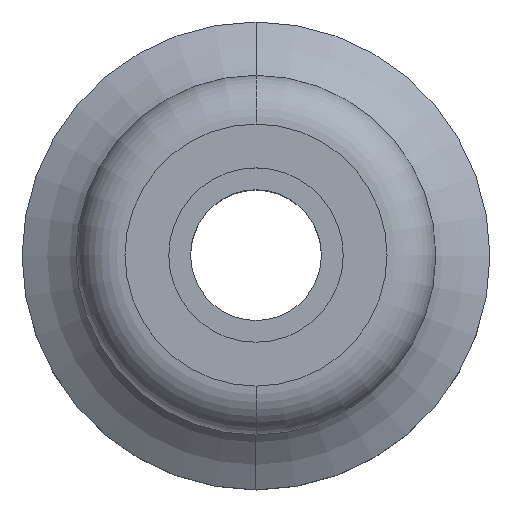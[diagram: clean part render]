
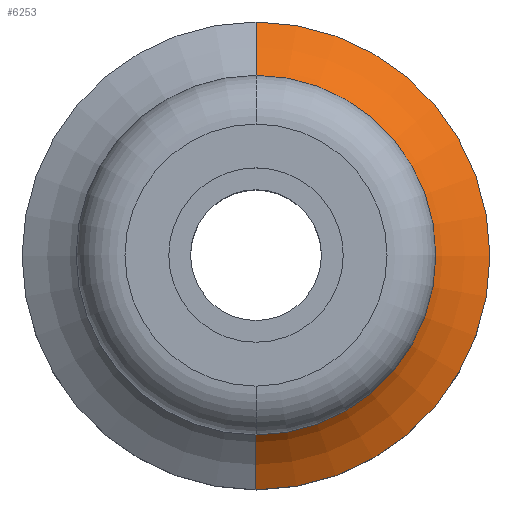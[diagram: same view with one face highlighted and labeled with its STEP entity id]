
A CAD part, top view. The second image highlights one B-rep face of the part: STEP entity #6253.
In plain terms, the highlighted toroidal (fillet/blend) face has major radius 44.45 mm and minor radius 25.4 mm.
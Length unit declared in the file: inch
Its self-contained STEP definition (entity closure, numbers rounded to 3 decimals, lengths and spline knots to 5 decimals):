
#1114=CARTESIAN_POINT('',(0.00004,1.75,1.91376));
#1115=DIRECTION('',(-1.,0.,0.));
#1116=DIRECTION('',(0.,-0.408,-0.913));
#1117=AXIS2_PLACEMENT_3D('',#1114,#1115,#1116);
#1119=CARTESIAN_POINT('',(-0.00004,-1.75,
1.91376));
#1120=DIRECTION('',(1.,0.,0.));
#1121=DIRECTION('',(0.,0.408,-0.913));
#1122=AXIS2_PLACEMENT_3D('',#1119,#1120,#1121);
#1124=CARTESIAN_POINT('',(0.,0.,1.001));
#1125=DIRECTION('',(0.,0.,1.));
#1126=DIRECTION('',(0.,-1.,0.));
#1127=AXIS2_PLACEMENT_3D('',#1124,#1125,#1126);
#1147=CARTESIAN_POINT('',(0.,0.,1.91376));
#1148=DIRECTION('',(0.,0.,1.));
#1149=DIRECTION('',(0.,-1.,0.));
#1150=AXIS2_PLACEMENT_3D('',#1147,#1148,#1149);
#4762=CARTESIAN_POINT('',(0.,-1.3415,1.001));
#4763=CARTESIAN_POINT('',(0.,1.3415,1.001));
#4764=VERTEX_POINT('',#4762);
#4765=VERTEX_POINT('',#4763);
#4766=CARTESIAN_POINT('',(0.,-0.75,1.91376));
#4767=CARTESIAN_POINT('',(0.,0.75,1.91376));
#4768=VERTEX_POINT('',#4766);
#4769=VERTEX_POINT('',#4767);
#6240=CARTESIAN_POINT('',(0.,0.,1.91376));
#6241=DIRECTION('',(0.,0.,-1.));
#6242=DIRECTION('',(0.,-1.,0.));
#6243=AXIS2_PLACEMENT_3D('',#6240,#6241,#6242);
#6244=TOROIDAL_SURFACE('',#6243,1.75,1.);
#6246=ORIENTED_EDGE('',*,*,#6245,.F.);
#6247=ORIENTED_EDGE('',*,*,#6235,.T.);
#6249=ORIENTED_EDGE('',*,*,#6248,.T.);
#6250=ORIENTED_EDGE('',*,*,#6231,.F.);
#6251=EDGE_LOOP('',(#6246,#6247,#6249,#6250));
#6252=FACE_OUTER_BOUND('',#6251,.F.);
#6253=ADVANCED_FACE('',(#6252),#6244,.F.);
#1118=CIRCLE('',#1117,1.);
#1123=CIRCLE('',#1122,1.);
#1128=CIRCLE('',#1127,1.3415);
#1151=CIRCLE('',#1150,0.75);
#6231=EDGE_CURVE('',#4765,#4769,#1118,.T.);
#6235=EDGE_CURVE('',#4764,#4768,#1123,.T.);
#6245=EDGE_CURVE('',#4764,#4765,#1128,.T.);
#6248=EDGE_CURVE('',#4768,#4769,#1151,.T.);
